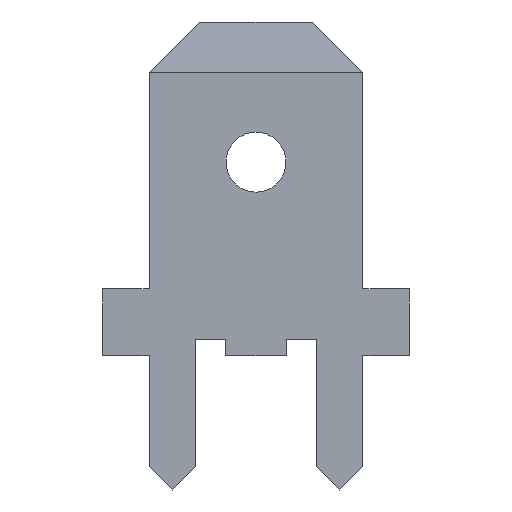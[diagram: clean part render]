
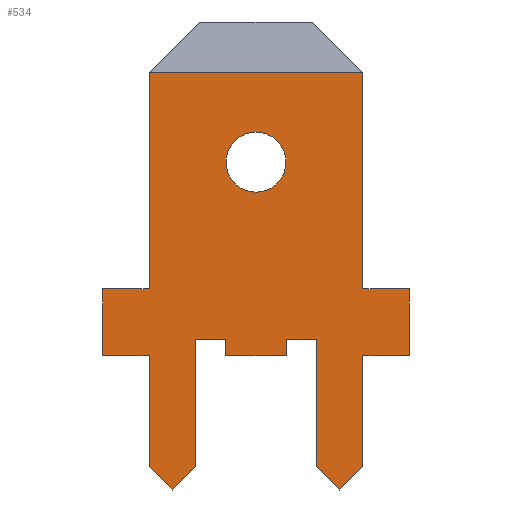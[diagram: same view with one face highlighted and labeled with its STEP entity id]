
A CAD part, front view. The second image highlights one B-rep face of the part: STEP entity #534.
In plain terms, the highlighted planar face has unit normal (0, -1, 0).
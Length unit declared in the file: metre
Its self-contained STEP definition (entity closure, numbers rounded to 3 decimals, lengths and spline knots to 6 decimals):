
#13=CIRCLE('',#577,0.00089);
#19=ORIENTED_EDGE('',*,*,#171,.F.);
#20=ORIENTED_EDGE('',*,*,#172,.T.);
#21=ORIENTED_EDGE('',*,*,#173,.T.);
#22=ORIENTED_EDGE('',*,*,#174,.F.);
#23=ORIENTED_EDGE('',*,*,#175,.T.);
#24=ORIENTED_EDGE('',*,*,#176,.T.);
#25=ORIENTED_EDGE('',*,*,#177,.T.);
#26=ORIENTED_EDGE('',*,*,#178,.F.);
#27=ORIENTED_EDGE('',*,*,#179,.T.);
#28=ORIENTED_EDGE('',*,*,#180,.T.);
#29=ORIENTED_EDGE('',*,*,#181,.T.);
#30=ORIENTED_EDGE('',*,*,#182,.T.);
#31=ORIENTED_EDGE('',*,*,#183,.T.);
#32=ORIENTED_EDGE('',*,*,#184,.T.);
#33=ORIENTED_EDGE('',*,*,#185,.F.);
#34=ORIENTED_EDGE('',*,*,#186,.F.);
#35=ORIENTED_EDGE('',*,*,#187,.F.);
#36=ORIENTED_EDGE('',*,*,#188,.T.);
#37=ORIENTED_EDGE('',*,*,#189,.T.);
#38=ORIENTED_EDGE('',*,*,#190,.T.);
#39=ORIENTED_EDGE('',*,*,#191,.F.);
#40=ORIENTED_EDGE('',*,*,#192,.F.);
#41=ORIENTED_EDGE('',*,*,#193,.F.);
#171=EDGE_CURVE('',#247,#247,#13,.T.);
#172=EDGE_CURVE('',#248,#249,#297,.T.);
#173=EDGE_CURVE('',#249,#250,#298,.T.);
#174=EDGE_CURVE('',#251,#250,#299,.T.);
#175=EDGE_CURVE('',#251,#252,#300,.T.);
#176=EDGE_CURVE('',#252,#253,#301,.T.);
#177=EDGE_CURVE('',#253,#254,#302,.T.);
#178=EDGE_CURVE('',#255,#254,#303,.T.);
#179=EDGE_CURVE('',#255,#256,#304,.T.);
#180=EDGE_CURVE('',#256,#257,#305,.F.);
#181=EDGE_CURVE('',#257,#258,#306,.T.);
#182=EDGE_CURVE('',#258,#259,#307,.T.);
#183=EDGE_CURVE('',#259,#260,#308,.T.);
#184=EDGE_CURVE('',#260,#261,#309,.T.);
#185=EDGE_CURVE('',#262,#261,#310,.T.);
#186=EDGE_CURVE('',#263,#262,#311,.T.);
#187=EDGE_CURVE('',#264,#263,#312,.T.);
#188=EDGE_CURVE('',#264,#265,#313,.F.);
#189=EDGE_CURVE('',#265,#266,#314,.T.);
#190=EDGE_CURVE('',#266,#267,#315,.T.);
#191=EDGE_CURVE('',#268,#267,#316,.T.);
#192=EDGE_CURVE('',#269,#268,#317,.T.);
#193=EDGE_CURVE('',#248,#269,#318,.T.);
#247=VERTEX_POINT('',#756);
#248=VERTEX_POINT('',#758);
#249=VERTEX_POINT('',#759);
#250=VERTEX_POINT('',#761);
#251=VERTEX_POINT('',#763);
#252=VERTEX_POINT('',#765);
#253=VERTEX_POINT('',#767);
#254=VERTEX_POINT('',#769);
#255=VERTEX_POINT('',#771);
#256=VERTEX_POINT('',#773);
#257=VERTEX_POINT('',#775);
#258=VERTEX_POINT('',#777);
#259=VERTEX_POINT('',#779);
#260=VERTEX_POINT('',#781);
#261=VERTEX_POINT('',#783);
#262=VERTEX_POINT('',#785);
#263=VERTEX_POINT('',#787);
#264=VERTEX_POINT('',#789);
#265=VERTEX_POINT('',#791);
#266=VERTEX_POINT('',#793);
#267=VERTEX_POINT('',#795);
#268=VERTEX_POINT('',#797);
#269=VERTEX_POINT('',#799);
#297=LINE('',#757,#371);
#298=LINE('',#760,#372);
#299=LINE('',#762,#373);
#300=LINE('',#764,#374);
#301=LINE('',#766,#375);
#302=LINE('',#768,#376);
#303=LINE('',#770,#377);
#304=LINE('',#772,#378);
#305=LINE('',#774,#379);
#306=LINE('',#776,#380);
#307=LINE('',#778,#381);
#308=LINE('',#780,#382);
#309=LINE('',#782,#383);
#310=LINE('',#784,#384);
#311=LINE('',#786,#385);
#312=LINE('',#788,#386);
#313=LINE('',#790,#387);
#314=LINE('',#792,#388);
#315=LINE('',#794,#389);
#316=LINE('',#796,#390);
#317=LINE('',#798,#391);
#318=LINE('',#800,#392);
#371=VECTOR('',#618,1.);
#372=VECTOR('',#619,1.);
#373=VECTOR('',#620,1.);
#374=VECTOR('',#621,1.);
#375=VECTOR('',#622,1.);
#376=VECTOR('',#623,1.);
#377=VECTOR('',#624,1.);
#378=VECTOR('',#625,1.);
#379=VECTOR('',#626,1.);
#380=VECTOR('',#627,1.);
#381=VECTOR('',#628,1.);
#382=VECTOR('',#629,1.);
#383=VECTOR('',#630,1.);
#384=VECTOR('',#631,1.);
#385=VECTOR('',#632,1.);
#386=VECTOR('',#633,1.);
#387=VECTOR('',#634,1.);
#388=VECTOR('',#635,1.);
#389=VECTOR('',#636,1.);
#390=VECTOR('',#637,1.);
#391=VECTOR('',#638,1.);
#392=VECTOR('',#639,1.);
#442=EDGE_LOOP('',(#19));
#443=EDGE_LOOP('',(#20,#21,#22,#23,#24,#25,#26,#27,#28,#29,#30,#31,#32,
#33,#34,#35,#36,#37,#38,#39,#40,#41));
#474=FACE_BOUND('',#442,.T.);
#475=FACE_BOUND('',#443,.T.);
#506=PLANE('',#576);
#534=ADVANCED_FACE('',(#474,#475),#506,.T.);
#576=AXIS2_PLACEMENT_3D('',#754,#614,#615);
#577=AXIS2_PLACEMENT_3D('',#755,#616,#617);
#614=DIRECTION('',(0.,-1.,0.));
#615=DIRECTION('',(1.,0.,0.));
#616=DIRECTION('',(0.,-1.,0.));
#617=DIRECTION('',(0.,0.,-1.));
#618=DIRECTION('',(0.,0.,1.));
#619=DIRECTION('',(-1.,0.,0.));
#620=DIRECTION('',(0.,0.,1.));
#621=DIRECTION('',(-1.,0.,0.));
#622=DIRECTION('',(0.,0.,-1.));
#623=DIRECTION('',(1.,0.,0.));
#624=DIRECTION('',(0.,0.,1.));
#625=DIRECTION('',(0.707,0.,-0.707));
#626=DIRECTION('',(-0.707,0.,-0.707));
#627=DIRECTION('',(0.,0.,1.));
#628=DIRECTION('',(1.,0.,0.));
#629=DIRECTION('',(0.,0.,-1.));
#630=DIRECTION('',(1.,0.,0.));
#631=DIRECTION('',(0.,0.,-1.));
#632=DIRECTION('',(-1.,0.,0.));
#633=DIRECTION('',(0.,0.,1.));
#634=DIRECTION('',(-0.707,0.,0.707));
#635=DIRECTION('',(0.707,0.,0.707));
#636=DIRECTION('',(0.,0.,1.));
#637=DIRECTION('',(-1.,0.,0.));
#638=DIRECTION('',(0.,0.,-1.));
#639=DIRECTION('',(1.,0.,0.));
#754=CARTESIAN_POINT('',(0.,-0.00083,0.006945));
#755=CARTESIAN_POINT('',(0.,-0.00083,0.00973));
#756=CARTESIAN_POINT('',(0.,-0.00083,0.00884));
#757=CARTESIAN_POINT('',(0.003175,-0.00083,0.00993));
#758=CARTESIAN_POINT('',(0.003175,-0.00083,0.00597));
#759=CARTESIAN_POINT('',(0.003175,-0.00083,0.01239));
#760=CARTESIAN_POINT('',(0.013456,-0.00083,0.01239));
#761=CARTESIAN_POINT('',(-0.003175,-0.00083,0.01239));
#762=CARTESIAN_POINT('',(-0.003175,-0.00083,0.00993));
#763=CARTESIAN_POINT('',(-0.003175,-0.00083,0.00597));
#764=CARTESIAN_POINT('',(-0.00386,-0.00083,0.00597));
#765=CARTESIAN_POINT('',(-0.004545,-0.00083,0.00597));
#766=CARTESIAN_POINT('',(-0.004545,-0.00083,0.00498));
#767=CARTESIAN_POINT('',(-0.004545,-0.00083,0.00399));
#768=CARTESIAN_POINT('',(-0.00386,-0.00083,0.00399));
#769=CARTESIAN_POINT('',(-0.003175,-0.00083,0.00399));
#770=CARTESIAN_POINT('',(-0.003175,-0.00083,0.001995));
#771=CARTESIAN_POINT('',(-0.003175,-0.00083,0.000685));
#772=CARTESIAN_POINT('',(-0.004718,-0.00083,0.002228));
#773=CARTESIAN_POINT('',(-0.00249,-0.00083,0.));
#774=CARTESIAN_POINT('',(0.002228,-0.00083,0.004718));
#775=CARTESIAN_POINT('',(-0.001805,-0.00083,0.000685));
#776=CARTESIAN_POINT('',(-0.001805,-0.00083,0.002235));
#777=CARTESIAN_POINT('',(-0.001805,-0.00083,0.00447));
#778=CARTESIAN_POINT('',(-0.001354,-0.00083,0.00447));
#779=CARTESIAN_POINT('',(-0.000903,-0.00083,0.00447));
#780=CARTESIAN_POINT('',(-0.000903,-0.00083,0.00423));
#781=CARTESIAN_POINT('',(-0.000903,-0.00083,0.00399));
#782=CARTESIAN_POINT('',(-0.000451,-0.00083,0.00399));
#783=CARTESIAN_POINT('',(0.000903,-0.00083,0.00399));
#784=CARTESIAN_POINT('',(0.000903,-0.00083,0.00423));
#785=CARTESIAN_POINT('',(0.000903,-0.00083,0.00447));
#786=CARTESIAN_POINT('',(0.001354,-0.00083,0.00447));
#787=CARTESIAN_POINT('',(0.001805,-0.00083,0.00447));
#788=CARTESIAN_POINT('',(0.001805,-0.00083,0.002235));
#789=CARTESIAN_POINT('',(0.001805,-0.00083,0.000685));
#790=CARTESIAN_POINT('',(-0.002228,-0.00083,0.004718));
#791=CARTESIAN_POINT('',(0.00249,-0.00083,0.));
#792=CARTESIAN_POINT('',(0.004718,-0.00083,0.002228));
#793=CARTESIAN_POINT('',(0.003175,-0.00083,0.000685));
#794=CARTESIAN_POINT('',(0.003175,-0.00083,0.001995));
#795=CARTESIAN_POINT('',(0.003175,-0.00083,0.00399));
#796=CARTESIAN_POINT('',(0.00386,-0.00083,0.00399));
#797=CARTESIAN_POINT('',(0.004545,-0.00083,0.00399));
#798=CARTESIAN_POINT('',(0.004545,-0.00083,0.00498));
#799=CARTESIAN_POINT('',(0.004545,-0.00083,0.00597));
#800=CARTESIAN_POINT('',(0.00386,-0.00083,0.00597));
